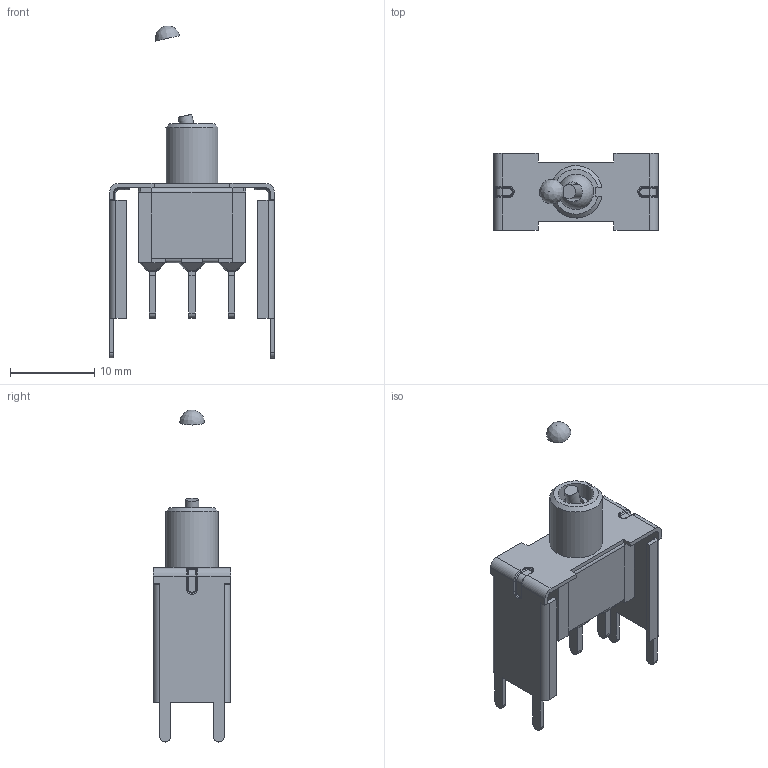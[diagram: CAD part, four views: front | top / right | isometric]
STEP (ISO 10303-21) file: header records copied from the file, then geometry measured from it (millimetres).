
FILE_DESCRIPTION(/* description */ (''),/* implementation_level */ '2;1');
FILE_NAME(/* name */ '100SPxT1B3VS5xE.stp',/* time_stamp */ '2026-01-17T14:42:33-06:00',/* author */ ('jmeyers'),/* organization */ (''),/* preprocessor_version */ 'ST-DEVELOPER v18.1',/* originating_system */ 'Autodesk Inventor 2022',/* authorisation */ '');
FILE_SCHEMA (('AUTOMOTIVE_DESIGN { 1 0 10303 214 3 1 1 }'));
Length unit declared in the file: inch
Products named in the file (1): Part3
Bounding box: 19.56 x 9.14 x 39.37 mm (x, y, z)
Volume: 1297.9 mm3; surface area: 2096.7 mm2
Topology: 1 solids, 8 shells, 393 faces, 957 edges, 564 vertices
Faces by surface type: plane 234, cylinder 109, torus 32, sphere 14, cone 3, bspline 1
Full cylindrical faces by diameter (mm): 1.65 x1, 4.2 x2
Entity records: 11322 total; most frequent: DIRECTION 2008, CARTESIAN_POINT 1981, ORIENTED_EDGE 1890, EDGE_CURVE 945, AXIS2_PLACEMENT_3D 673, LINE 662, VECTOR 662, VERTEX_POINT 564
